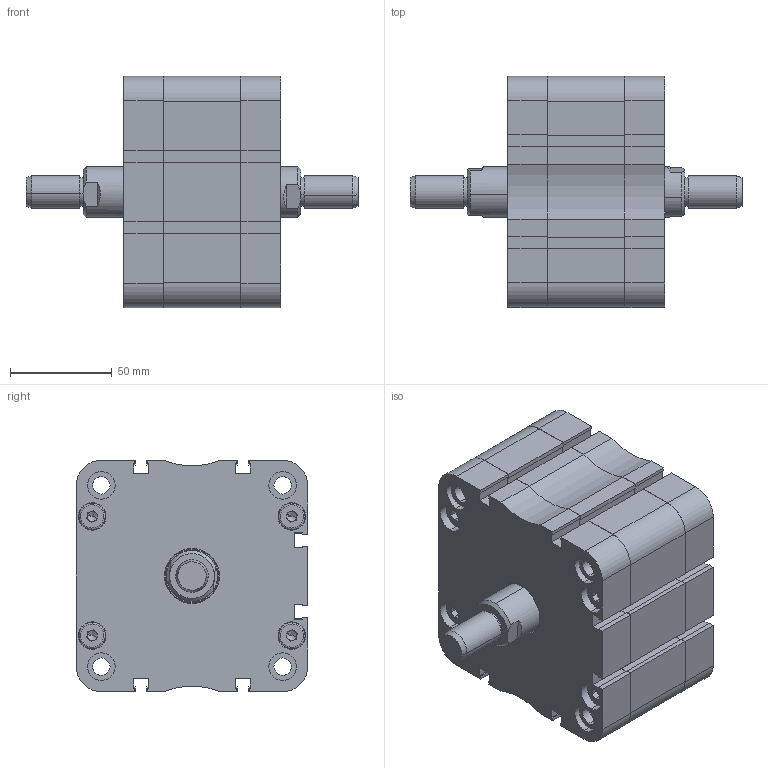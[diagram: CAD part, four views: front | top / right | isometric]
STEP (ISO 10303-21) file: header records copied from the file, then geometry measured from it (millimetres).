
FILE_DESCRIPTION (( 'STEP AP214' ), '1' );
FILE_NAME ('SM_002_100_0010_NP.STEP', '2019-11-14T11:55:11', ( '' ), ( '' ), 'SwSTEP 2.0', 'SolidWorks 2019', '' );
FILE_SCHEMA (( 'AUTOMOTIVE_DESIGN' ));
Length unit declared in the file: millimetre
Products named in the file (17): Kopia SMART - U. t³oczyska^Pokrywa przód kpl_DTZ_U. tˆoczyska - D100; Tuleja^DTZ_Tuleja - D100; Pokrywa przód kpl^DTZ_Pokrywa prz¢d kpl - D100; socket set screw flat point_iso_ISO 4026 - M12 x 60-N; Kopia Pierœcieñ prowadz¹cy^T³ok kpl_DTZ_Pier˜cieä prowadz¥cy D100; Kopia SMART - U. typ Oring - pokrywa^Pokrywa przód kpl_DTZ_U. typ Oring - D100; socket head thin cap screw_din_DIN 7984 - M8 x 25 --- 21.25N; Kopia T硂k_T坥k - D100; Kopia Tuleja prowadz¹ca^Pokrywa przód kpl_DTZ_Tuleja prowadz¥ca - D100; Kopia Magnes^T³ok kpl_DTZ_Magnes D100; Kopia SMART - U. t硂ka lu焠a^T硂k kpl_DTZ_U. t坥ka lu玭a - D100; T硂k kpl^DTZ_T坥k kpl - D100; SM_002_100_0010_NP; Kopia Pokrywa przód^Pokrywa przód kpl_DTZ_Smart - Pok prz¢d - D100; Kopia SMART - U. t³oka S^T³ok kpl_DTZ_U. tˆoka S - D100; T³oczysko^DTZ_Tˆoczysko - D100
Assembly tree (29 placements, depth 3):
  SM_002_100_0010_NP
    Pokrywa przód kpl^DTZ_Pokrywa prz¢d kpl - D100
      Kopia Pokrywa przód^Pokrywa przód kpl_DTZ_Smart - Pok prz¢d - D100
      Kopia SMART - U. typ Oring - pokrywa^Pokrywa przód kpl_DTZ_U. typ Oring - D100
      Kopia Tuleja prowadz¹ca^Pokrywa przód kpl_DTZ_Tuleja prowadz¥ca - D100
      Kopia SMART - U. t³oczyska^Pokrywa przód kpl_DTZ_U. tˆoczyska - D100
    Pokrywa przód kpl^DTZ_Pokrywa prz¢d kpl - D100
      Kopia Pokrywa przód^Pokrywa przód kpl_DTZ_Smart - Pok prz¢d - D100
      Kopia SMART - U. typ Oring - pokrywa^Pokrywa przód kpl_DTZ_U. typ Oring - D100
      Kopia Tuleja prowadz¹ca^Pokrywa przód kpl_DTZ_Tuleja prowadz¥ca - D100
      Kopia SMART - U. t³oczyska^Pokrywa przód kpl_DTZ_U. tˆoczyska - D100
    Tuleja^DTZ_Tuleja - D100
    T硂k kpl^DTZ_T坥k kpl - D100
      Kopia T硂k_T坥k - D100
      Kopia Magnes^T³ok kpl_DTZ_Magnes D100
      Kopia Pierœcieñ prowadz¹cy^T³ok kpl_DTZ_Pier˜cieä prowadz¥cy D100
      Kopia SMART - U. t硂ka lu焠a^T硂k kpl_DTZ_U. t坥ka lu玭a - D100  x2
      Kopia SMART - U. t³oka S^T³ok kpl_DTZ_U. tˆoka S - D100
    T³oczysko^DTZ_Tˆoczysko - D100  x2
    socket head thin cap screw_din_DIN 7984 - M8 x 25 --- 21.25N  x8
    socket set screw flat point_iso_ISO 4026 - M12 x 60-N
Bounding box: 163 x 113.5 x 113.5 mm (x, y, z)
Volume: 650165.3 mm3; surface area: 265433.3 mm2
Topology: 27 solids, 27 shells, 1137 faces, 2801 edges, 1798 vertices
Faces by surface type: plane 578, cylinder 317, bspline 108, cone 102, torus 32
Entity records: 21770 total; most frequent: CARTESIAN_POINT 6332, ORIENTED_EDGE 3022, DIRECTION 3006, EDGE_CURVE 1511, AXIS2_PLACEMENT_3D 1046, VERTEX_POINT 991, VECTOR 914, LINE 914
